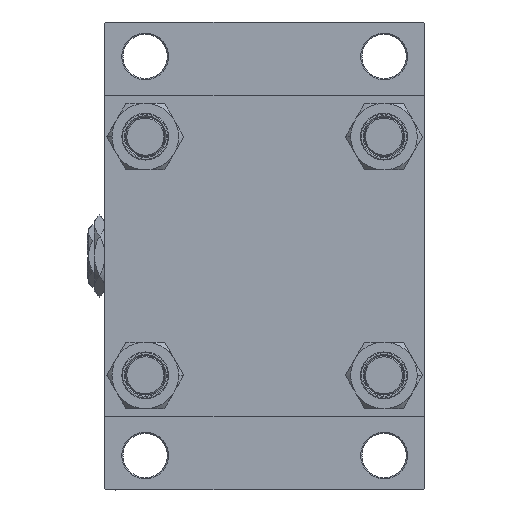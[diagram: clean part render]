
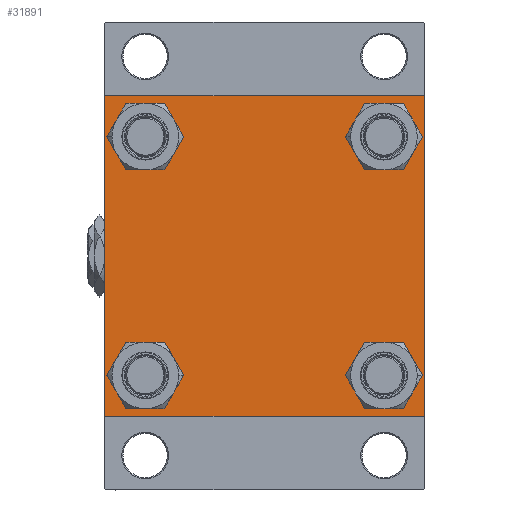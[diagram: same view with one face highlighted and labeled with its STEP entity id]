
A CAD part, left-side view. The second image highlights one B-rep face of the part: STEP entity #31891.
In plain terms, the highlighted planar face has unit normal (-1, 0, 0).
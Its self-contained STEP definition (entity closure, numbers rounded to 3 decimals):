
#1588 = ORIENTED_EDGE ( 'NONE', *, *, #17839, .T. ) ;
#1811 = ORIENTED_EDGE ( 'NONE', *, *, #28200, .T. ) ;
#1827 = EDGE_CURVE ( 'NONE', #26910, #1880, #27769, .T. ) ;
#1841 = AXIS2_PLACEMENT_3D ( 'NONE', #9689, #21551, #5395 ) ;
#1880 = VERTEX_POINT ( 'NONE', #23994 ) ;
#2052 = ORIENTED_EDGE ( 'NONE', *, *, #40666, .T. ) ;
#2220 = ORIENTED_EDGE ( 'NONE', *, *, #35932, .T. ) ;
#2410 = DIRECTION ( 'NONE',  ( 0., -0.707, -0.707 ) ) ;
#2728 = CARTESIAN_POINT ( 'NONE',  ( 0., -65., 65. ) ) ;
#3221 = DIRECTION ( 'NONE',  ( 0., 0., 1. ) ) ;
#3487 = DIRECTION ( 'NONE',  ( 1., 0., 0. ) ) ;
#4042 = VERTEX_POINT ( 'NONE', #17825 ) ;
#4450 = CIRCLE ( 'NONE', #40574, 8.5 ) ;
#4846 = CIRCLE ( 'NONE', #22612, 8.5 ) ;
#4920 = DIRECTION ( 'NONE',  ( 0., 0.707, 0.707 ) ) ;
#4933 = DIRECTION ( 'NONE',  ( 0., -1., 0. ) ) ;
#5030 = ORIENTED_EDGE ( 'NONE', *, *, #38151, .T. ) ;
#5395 = DIRECTION ( 'NONE',  ( 0., 0., 1. ) ) ;
#5640 = CARTESIAN_POINT ( 'NONE',  ( 0., -65., 64.5 ) ) ;
#5981 = VERTEX_POINT ( 'NONE', #46846 ) ;
#6441 = LINE ( 'NONE', #36953, #39145 ) ;
#7417 = ORIENTED_EDGE ( 'NONE', *, *, #31141, .F. ) ;
#7513 = CIRCLE ( 'NONE', #1841, 8.5 ) ;
#8147 = ORIENTED_EDGE ( 'NONE', *, *, #39474, .T. ) ;
#9512 = EDGE_LOOP ( 'NONE', ( #2052, #1588 ) ) ;
#9689 = CARTESIAN_POINT ( 'NONE',  ( 0., 48.45, -48.45 ) ) ;
#10164 = AXIS2_PLACEMENT_3D ( 'NONE', #20203, #44127, #35551 ) ;
#10317 = CARTESIAN_POINT ( 'NONE',  ( 0., -48.45, -56.95 ) ) ;
#10554 = CARTESIAN_POINT ( 'NONE',  ( 0., 48.45, 48.45 ) ) ;
#11042 = EDGE_CURVE ( 'NONE', #29426, #18812, #47823, .T. ) ;
#12525 = EDGE_LOOP ( 'NONE', ( #30114, #1811 ) ) ;
#12999 = LINE ( 'NONE', #40210, #24547 ) ;
#13157 = VERTEX_POINT ( 'NONE', #47650 ) ;
#13335 = EDGE_LOOP ( 'NONE', ( #43760, #24311, #5030, #48116, #7417, #36674, #34767, #31218 ) ) ;
#13407 = PLANE ( 'NONE',  #42831 ) ;
#14108 = DIRECTION ( 'NONE',  ( 0., 0., 1. ) ) ;
#14273 = VECTOR ( 'NONE', #16970, 1000. ) ;
#15785 = LINE ( 'NONE', #28362, #15874 ) ;
#15836 = CARTESIAN_POINT ( 'NONE',  ( 0., 48.45, -56.95 ) ) ;
#15874 = VECTOR ( 'NONE', #4920, 1000. ) ;
#16471 = CARTESIAN_POINT ( 'NONE',  ( 0., -64.75, -64.75 ) ) ;
#16970 = DIRECTION ( 'NONE',  ( 0., -0.707, 0.707 ) ) ;
#17008 = EDGE_LOOP ( 'NONE', ( #45574, #2220 ) ) ;
#17394 = CIRCLE ( 'NONE', #10164, 8.5 ) ;
#17502 = EDGE_CURVE ( 'NONE', #34917, #26534, #21255, .T. ) ;
#17825 = CARTESIAN_POINT ( 'NONE',  ( 0., 65., -64.5 ) ) ;
#17839 = EDGE_CURVE ( 'NONE', #27555, #43565, #17394, .T. ) ;
#18446 = DIRECTION ( 'NONE',  ( 0., 0., 1. ) ) ;
#18812 = VERTEX_POINT ( 'NONE', #15836 ) ;
#18875 = CARTESIAN_POINT ( 'NONE',  ( 0., -48.45, -48.45 ) ) ;
#19239 = CIRCLE ( 'NONE', #28073, 8.5 ) ;
#19670 = AXIS2_PLACEMENT_3D ( 'NONE', #45500, #37182, #41726 ) ;
#19913 = VERTEX_POINT ( 'NONE', #10317 ) ;
#20203 = CARTESIAN_POINT ( 'NONE',  ( 0., 48.45, 48.45 ) ) ;
#21075 = AXIS2_PLACEMENT_3D ( 'NONE', #38337, #37345, #18446 ) ;
#21076 = EDGE_CURVE ( 'NONE', #32255, #1880, #15785, .T. ) ;
#21234 = FACE_BOUND ( 'NONE', #9512, .T. ) ;
#21255 = LINE ( 'NONE', #16471, #14273 ) ;
#21551 = DIRECTION ( 'NONE',  ( 1., 0., 0. ) ) ;
#21876 = CIRCLE ( 'NONE', #21075, 8.5 ) ;
#22612 = AXIS2_PLACEMENT_3D ( 'NONE', #41577, #3487, #14108 ) ;
#23994 = CARTESIAN_POINT ( 'NONE',  ( 0., -64.5, 65. ) ) ;
#24311 = ORIENTED_EDGE ( 'NONE', *, *, #45943, .T. ) ;
#24432 = EDGE_CURVE ( 'NONE', #19913, #43290, #19239, .T. ) ;
#24547 = VECTOR ( 'NONE', #4933, 1000. ) ;
#25175 = CARTESIAN_POINT ( 'NONE',  ( 0., 65., 65. ) ) ;
#25994 = EDGE_CURVE ( 'NONE', #26910, #13157, #46059, .T. ) ;
#26534 = VERTEX_POINT ( 'NONE', #40115 ) ;
#26910 = VERTEX_POINT ( 'NONE', #45268 ) ;
#27099 = VECTOR ( 'NONE', #36757, 1000. ) ;
#27485 = VECTOR ( 'NONE', #44596, 1000. ) ;
#27555 = VERTEX_POINT ( 'NONE', #49060 ) ;
#27769 = LINE ( 'NONE', #35564, #34578 ) ;
#27786 = AXIS2_PLACEMENT_3D ( 'NONE', #40805, #37015, #43846 ) ;
#28073 = AXIS2_PLACEMENT_3D ( 'NONE', #18875, #45334, #3221 ) ;
#28200 = EDGE_CURVE ( 'NONE', #47990, #45571, #21876, .T. ) ;
#28362 = CARTESIAN_POINT ( 'NONE',  ( 0., -64.75, 64.75 ) ) ;
#28790 = FACE_OUTER_BOUND ( 'NONE', #13335, .T. ) ;
#28950 = LINE ( 'NONE', #25175, #27099 ) ;
#29426 = VERTEX_POINT ( 'NONE', #49639 ) ;
#29440 = EDGE_CURVE ( 'NONE', #45571, #47990, #4846, .T. ) ;
#29740 = EDGE_LOOP ( 'NONE', ( #8147, #34650 ) ) ;
#30114 = ORIENTED_EDGE ( 'NONE', *, *, #29440, .T. ) ;
#31141 = EDGE_CURVE ( 'NONE', #32255, #26534, #41066, .T. ) ;
#31218 = ORIENTED_EDGE ( 'NONE', *, *, #25994, .T. ) ;
#31308 = CARTESIAN_POINT ( 'NONE',  ( 0., -48.45, 56.95 ) ) ;
#31891 = ADVANCED_FACE ( 'NONE', ( #40374, #37344, #33561, #21234, #28790 ), #13407, .T. ) ;
#32255 = VERTEX_POINT ( 'NONE', #5640 ) ;
#33561 = FACE_BOUND ( 'NONE', #17008, .T. ) ;
#34220 = CARTESIAN_POINT ( 'NONE',  ( 0., -64.5, -65. ) ) ;
#34578 = VECTOR ( 'NONE', #43402, 1000. ) ;
#34650 = ORIENTED_EDGE ( 'NONE', *, *, #24432, .T. ) ;
#34767 = ORIENTED_EDGE ( 'NONE', *, *, #1827, .F. ) ;
#34917 = VERTEX_POINT ( 'NONE', #34220 ) ;
#35551 = DIRECTION ( 'NONE',  ( 0., 0., 1. ) ) ;
#35564 = CARTESIAN_POINT ( 'NONE',  ( 0., 65., 65. ) ) ;
#35932 = EDGE_CURVE ( 'NONE', #18812, #29426, #7513, .T. ) ;
#36338 = DIRECTION ( 'NONE',  ( -1., 0., 0. ) ) ;
#36674 = ORIENTED_EDGE ( 'NONE', *, *, #21076, .T. ) ;
#36757 = DIRECTION ( 'NONE',  ( 0., 0., -1. ) ) ;
#36953 = CARTESIAN_POINT ( 'NONE',  ( 0., 64.75, -64.75 ) ) ;
#37015 = DIRECTION ( 'NONE',  ( 1., 0., 0. ) ) ;
#37182 = DIRECTION ( 'NONE',  ( 1., 0., 0. ) ) ;
#37344 = FACE_BOUND ( 'NONE', #29740, .T. ) ;
#37345 = DIRECTION ( 'NONE',  ( 1., 0., 0. ) ) ;
#37500 = CARTESIAN_POINT ( 'NONE',  ( 0., 64.75, 64.75 ) ) ;
#38151 = EDGE_CURVE ( 'NONE', #5981, #34917, #12999, .T. ) ;
#38337 = CARTESIAN_POINT ( 'NONE',  ( 0., -48.45, 48.45 ) ) ;
#38607 = VECTOR ( 'NONE', #45815, 1000. ) ;
#39145 = VECTOR ( 'NONE', #2410, 1000. ) ;
#39474 = EDGE_CURVE ( 'NONE', #43290, #19913, #47922, .T. ) ;
#39659 = CARTESIAN_POINT ( 'NONE',  ( 0., -48.45, -39.95 ) ) ;
#40115 = CARTESIAN_POINT ( 'NONE',  ( 0., -65., -64.5 ) ) ;
#40210 = CARTESIAN_POINT ( 'NONE',  ( 0., 65., -65. ) ) ;
#40374 = FACE_BOUND ( 'NONE', #12525, .T. ) ;
#40574 = AXIS2_PLACEMENT_3D ( 'NONE', #10554, #45330, #49621 ) ;
#40598 = CARTESIAN_POINT ( 'NONE',  ( 0., 48.45, 56.95 ) ) ;
#40627 = CARTESIAN_POINT ( 'NONE',  ( 0., 0., 0. ) ) ;
#40666 = EDGE_CURVE ( 'NONE', #43565, #27555, #4450, .T. ) ;
#40707 = CARTESIAN_POINT ( 'NONE',  ( 0., -48.45, 39.95 ) ) ;
#40805 = CARTESIAN_POINT ( 'NONE',  ( 0., -48.45, -48.45 ) ) ;
#41066 = LINE ( 'NONE', #2728, #27485 ) ;
#41577 = CARTESIAN_POINT ( 'NONE',  ( 0., -48.45, 48.45 ) ) ;
#41726 = DIRECTION ( 'NONE',  ( 0., 0., 1. ) ) ;
#42831 = AXIS2_PLACEMENT_3D ( 'NONE', #40627, #36338, #48694 ) ;
#43290 = VERTEX_POINT ( 'NONE', #39659 ) ;
#43402 = DIRECTION ( 'NONE',  ( 0., -1., 0. ) ) ;
#43565 = VERTEX_POINT ( 'NONE', #40598 ) ;
#43760 = ORIENTED_EDGE ( 'NONE', *, *, #45547, .T. ) ;
#43846 = DIRECTION ( 'NONE',  ( 0., 0., 1. ) ) ;
#44127 = DIRECTION ( 'NONE',  ( 1., 0., 0. ) ) ;
#44596 = DIRECTION ( 'NONE',  ( 0., 0., -1. ) ) ;
#45268 = CARTESIAN_POINT ( 'NONE',  ( 0., 64.5, 65. ) ) ;
#45330 = DIRECTION ( 'NONE',  ( 1., 0., 0. ) ) ;
#45334 = DIRECTION ( 'NONE',  ( 1., 0., 0. ) ) ;
#45500 = CARTESIAN_POINT ( 'NONE',  ( 0., 48.45, -48.45 ) ) ;
#45547 = EDGE_CURVE ( 'NONE', #13157, #4042, #28950, .T. ) ;
#45571 = VERTEX_POINT ( 'NONE', #31308 ) ;
#45574 = ORIENTED_EDGE ( 'NONE', *, *, #11042, .T. ) ;
#45815 = DIRECTION ( 'NONE',  ( 0., 0.707, -0.707 ) ) ;
#45943 = EDGE_CURVE ( 'NONE', #4042, #5981, #6441, .T. ) ;
#46059 = LINE ( 'NONE', #37500, #38607 ) ;
#46846 = CARTESIAN_POINT ( 'NONE',  ( 0., 64.5, -65. ) ) ;
#47650 = CARTESIAN_POINT ( 'NONE',  ( 0., 65., 64.5 ) ) ;
#47823 = CIRCLE ( 'NONE', #19670, 8.5 ) ;
#47922 = CIRCLE ( 'NONE', #27786, 8.5 ) ;
#47990 = VERTEX_POINT ( 'NONE', #40707 ) ;
#48116 = ORIENTED_EDGE ( 'NONE', *, *, #17502, .T. ) ;
#48694 = DIRECTION ( 'NONE',  ( 0., 0., 1. ) ) ;
#49060 = CARTESIAN_POINT ( 'NONE',  ( 0., 48.45, 39.95 ) ) ;
#49621 = DIRECTION ( 'NONE',  ( 0., 0., 1. ) ) ;
#49639 = CARTESIAN_POINT ( 'NONE',  ( 0., 48.45, -39.95 ) ) ;
